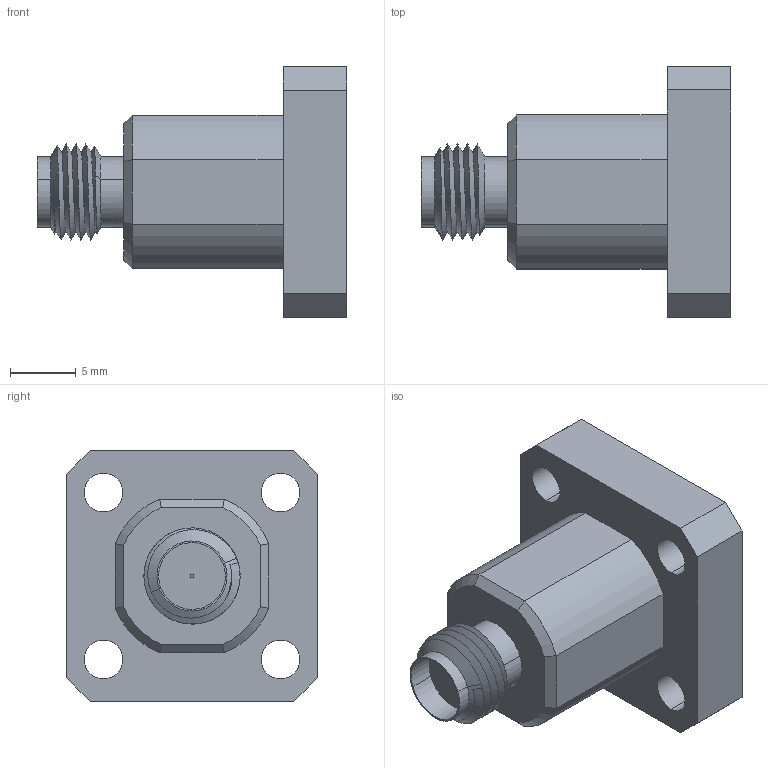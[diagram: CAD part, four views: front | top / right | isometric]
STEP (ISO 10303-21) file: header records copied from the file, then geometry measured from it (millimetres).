
FILE_DESCRIPTION (( 'STEP AP203' ), '1' );
FILE_NAME ('SWC-222F-E1-599.STEP', '2018-10-31T00:32:38', ( '' ), ( '' ), 'SwSTEP 2.0', 'SolidWorks 2016', '' );
FILE_SCHEMA (( 'CONFIG_CONTROL_DESIGN' ));
Length unit declared in the file: inch
Products named in the file (1): SWC-222F-E1-599
Bounding box: 23.52 x 19.05 x 19.05 mm (x, y, z)
Volume: 3171.6 mm3; surface area: 2362.4 mm2
Topology: 6 solids, 6 shells, 365 faces, 880 edges, 519 vertices
Faces by surface type: cone 160, cylinder 118, plane 83, bspline 4
Entity records: 12630 total; most frequent: CARTESIAN_POINT 4610, ORIENTED_EDGE 1716, DIRECTION 1545, EDGE_CURVE 858, AXIS2_PLACEMENT_3D 600, VERTEX_POINT 519, EDGE_LOOP 389, ADVANCED_FACE 365
